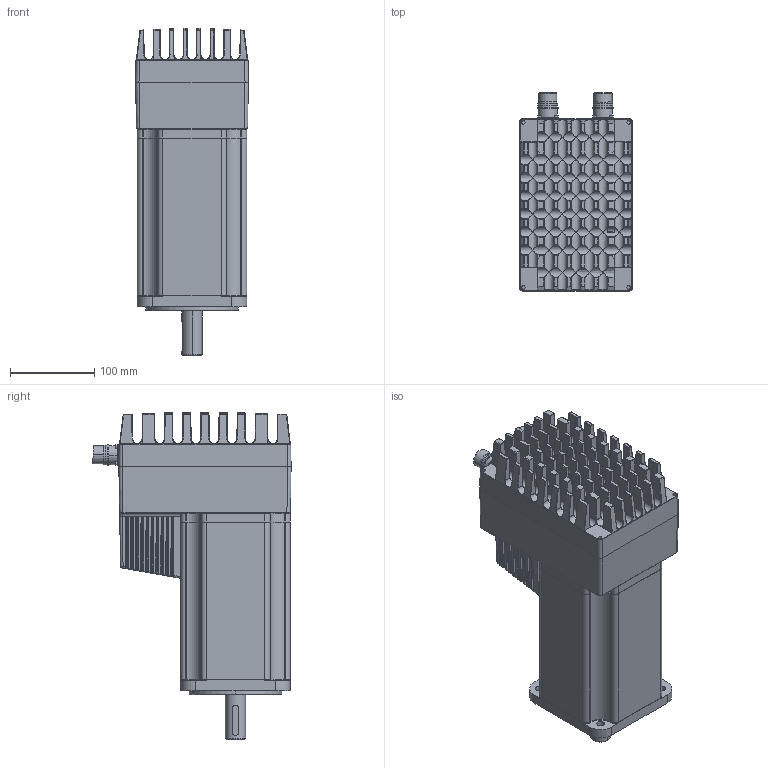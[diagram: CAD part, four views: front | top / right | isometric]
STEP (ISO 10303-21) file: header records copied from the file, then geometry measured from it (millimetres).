
FILE_DESCRIPTION (( 'STEP AP214' ), '1' );
FILE_NAME ('MAC4500 G2 Rev2.STEP', '2019-08-27T14:11:42', ( '' ), ( '' ), 'SwSTEP 2.0', 'SolidWorks 2018', '' );
FILE_SCHEMA (( 'AUTOMOTIVE_DESIGN' ));
Length unit declared in the file: millimetre
Products named in the file (10): Shaft S; M23 male; M23 female; Rear flange S; Module s; Front flange S; MAC4500 G2 Rev2; Housing S; Front cover S; Center part S_MAC 4500
Assembly tree (9 placements, depth 2):
  MAC4500 G2 Rev2
    Front flange S
    Center part S_MAC 4500
    Rear flange S
    Housing S
    Module s
    Front cover S
    Shaft S
    M23 male
    M23 female
Bounding box: 133.88 x 235.27 x 388.28 mm (x, y, z)
Volume: 6021918.9 mm3; surface area: 511215.1 mm2
Topology: 9 solids, 10 shells, 2443 faces, 5860 edges, 3434 vertices
Faces by surface type: cylinder 981, plane 757, bspline 633, cone 72
Entity records: 107254 total; most frequent: CARTESIAN_POINT 52339, ORIENTED_EDGE 11576, DIRECTION 9371, EDGE_CURVE 5788, VERTEX_POINT 3434, AXIS2_PLACEMENT_3D 3286, LINE 2799, VECTOR 2799
